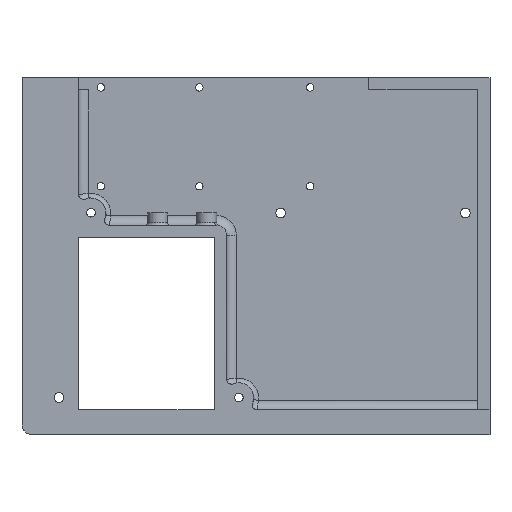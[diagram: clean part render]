
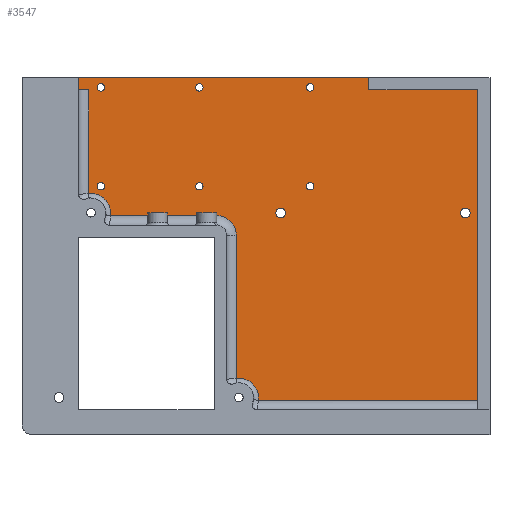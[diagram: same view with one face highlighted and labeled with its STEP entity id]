
A CAD part, top view. The second image highlights one B-rep face of the part: STEP entity #3547.
In plain terms, the highlighted planar face has unit normal (0, 0, 1).
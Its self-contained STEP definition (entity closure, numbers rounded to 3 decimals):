
#33=FACE_BOUND('',#425,.T.);
#34=FACE_BOUND('',#426,.T.);
#35=FACE_BOUND('',#427,.T.);
#36=FACE_BOUND('',#428,.T.);
#37=FACE_BOUND('',#429,.T.);
#38=FACE_BOUND('',#430,.T.);
#39=FACE_BOUND('',#431,.T.);
#40=FACE_BOUND('',#432,.T.);
#79=PLANE('',#3796);
#217=FACE_OUTER_BOUND('',#424,.T.);
#424=EDGE_LOOP('',(#2580,#2581,#2582,#2583,#2584,#2585,#2586,#2587,#2588,
#2589,#2590,#2591,#2592));
#425=EDGE_LOOP('',(#2593));
#426=EDGE_LOOP('',(#2594));
#427=EDGE_LOOP('',(#2595));
#428=EDGE_LOOP('',(#2596));
#429=EDGE_LOOP('',(#2597));
#430=EDGE_LOOP('',(#2598));
#431=EDGE_LOOP('',(#2599));
#432=EDGE_LOOP('',(#2600));
#618=CIRCLE('',#3797,8.);
#619=CIRCLE('',#3798,8.);
#620=CIRCLE('',#3799,8.);
#621=CIRCLE('',#3800,1.5);
#622=CIRCLE('',#3801,2.);
#623=CIRCLE('',#3802,2.);
#624=CIRCLE('',#3803,1.5);
#625=CIRCLE('',#3804,1.5);
#626=CIRCLE('',#3805,1.5);
#627=CIRCLE('',#3806,1.5);
#628=CIRCLE('',#3807,1.5);
#1026=LINE('',#7760,#1222);
#1028=LINE('',#7764,#1224);
#1029=LINE('',#7766,#1225);
#1030=LINE('',#7768,#1226);
#1031=LINE('',#7770,#1227);
#1032=LINE('',#7774,#1228);
#1033=LINE('',#7778,#1229);
#1034=LINE('',#7782,#1230);
#1035=LINE('',#7784,#1231);
#1036=LINE('',#7785,#1232);
#1222=VECTOR('',#4337,10.);
#1224=VECTOR('',#4341,10.);
#1225=VECTOR('',#4342,10.);
#1226=VECTOR('',#4343,10.);
#1227=VECTOR('',#4344,10.);
#1228=VECTOR('',#4347,10.);
#1229=VECTOR('',#4350,10.);
#1230=VECTOR('',#4353,10.);
#1231=VECTOR('',#4354,10.);
#1232=VECTOR('',#4355,10.);
#1541=VERTEX_POINT('',#7757);
#1542=VERTEX_POINT('',#7759);
#1543=VERTEX_POINT('',#7763);
#1544=VERTEX_POINT('',#7765);
#1545=VERTEX_POINT('',#7767);
#1546=VERTEX_POINT('',#7769);
#1547=VERTEX_POINT('',#7771);
#1548=VERTEX_POINT('',#7773);
#1549=VERTEX_POINT('',#7775);
#1550=VERTEX_POINT('',#7777);
#1551=VERTEX_POINT('',#7779);
#1552=VERTEX_POINT('',#7781);
#1553=VERTEX_POINT('',#7783);
#1554=VERTEX_POINT('',#7786);
#1555=VERTEX_POINT('',#7788);
#1556=VERTEX_POINT('',#7790);
#1557=VERTEX_POINT('',#7792);
#1558=VERTEX_POINT('',#7794);
#1559=VERTEX_POINT('',#7796);
#1560=VERTEX_POINT('',#7798);
#1561=VERTEX_POINT('',#7800);
#1963=EDGE_CURVE('',#1541,#1542,#1026,.T.);
#1965=EDGE_CURVE('',#1543,#1541,#1028,.T.);
#1966=EDGE_CURVE('',#1544,#1543,#1029,.T.);
#1967=EDGE_CURVE('',#1545,#1544,#1030,.T.);
#1968=EDGE_CURVE('',#1546,#1545,#1031,.T.);
#1969=EDGE_CURVE('',#1547,#1546,#618,.T.);
#1970=EDGE_CURVE('',#1548,#1547,#1032,.T.);
#1971=EDGE_CURVE('',#1549,#1548,#619,.T.);
#1972=EDGE_CURVE('',#1550,#1549,#1033,.T.);
#1973=EDGE_CURVE('',#1551,#1550,#620,.T.);
#1974=EDGE_CURVE('',#1552,#1551,#1034,.T.);
#1975=EDGE_CURVE('',#1552,#1553,#1035,.T.);
#1976=EDGE_CURVE('',#1553,#1542,#1036,.T.);
#1977=EDGE_CURVE('',#1554,#1554,#621,.T.);
#1978=EDGE_CURVE('',#1555,#1555,#622,.T.);
#1979=EDGE_CURVE('',#1556,#1556,#623,.T.);
#1980=EDGE_CURVE('',#1557,#1557,#624,.T.);
#1981=EDGE_CURVE('',#1558,#1558,#625,.T.);
#1982=EDGE_CURVE('',#1559,#1559,#626,.T.);
#1983=EDGE_CURVE('',#1560,#1560,#627,.T.);
#1984=EDGE_CURVE('',#1561,#1561,#628,.T.);
#2580=ORIENTED_EDGE('',*,*,#1965,.F.);
#2581=ORIENTED_EDGE('',*,*,#1966,.F.);
#2582=ORIENTED_EDGE('',*,*,#1967,.F.);
#2583=ORIENTED_EDGE('',*,*,#1968,.F.);
#2584=ORIENTED_EDGE('',*,*,#1969,.F.);
#2585=ORIENTED_EDGE('',*,*,#1970,.F.);
#2586=ORIENTED_EDGE('',*,*,#1971,.F.);
#2587=ORIENTED_EDGE('',*,*,#1972,.F.);
#2588=ORIENTED_EDGE('',*,*,#1973,.F.);
#2589=ORIENTED_EDGE('',*,*,#1974,.F.);
#2590=ORIENTED_EDGE('',*,*,#1975,.T.);
#2591=ORIENTED_EDGE('',*,*,#1976,.T.);
#2592=ORIENTED_EDGE('',*,*,#1963,.F.);
#2593=ORIENTED_EDGE('',*,*,#1977,.T.);
#2594=ORIENTED_EDGE('',*,*,#1978,.T.);
#2595=ORIENTED_EDGE('',*,*,#1979,.T.);
#2596=ORIENTED_EDGE('',*,*,#1980,.T.);
#2597=ORIENTED_EDGE('',*,*,#1981,.T.);
#2598=ORIENTED_EDGE('',*,*,#1982,.T.);
#2599=ORIENTED_EDGE('',*,*,#1983,.T.);
#2600=ORIENTED_EDGE('',*,*,#1984,.T.);
#3547=ADVANCED_FACE('',(#217,#33,#34,#35,#36,#37,#38,#39,#40),#79,.F.);
#3796=AXIS2_PLACEMENT_3D('',#7762,#4339,#4340);
#3797=AXIS2_PLACEMENT_3D('',#7772,#4345,#4346);
#3798=AXIS2_PLACEMENT_3D('',#7776,#4348,#4349);
#3799=AXIS2_PLACEMENT_3D('',#7780,#4351,#4352);
#3800=AXIS2_PLACEMENT_3D('',#7787,#4356,#4357);
#3801=AXIS2_PLACEMENT_3D('',#7789,#4358,#4359);
#3802=AXIS2_PLACEMENT_3D('',#7791,#4360,#4361);
#3803=AXIS2_PLACEMENT_3D('',#7793,#4362,#4363);
#3804=AXIS2_PLACEMENT_3D('',#7795,#4364,#4365);
#3805=AXIS2_PLACEMENT_3D('',#7797,#4366,#4367);
#3806=AXIS2_PLACEMENT_3D('',#7799,#4368,#4369);
#3807=AXIS2_PLACEMENT_3D('',#7801,#4370,#4371);
#4337=DIRECTION('',(0.,-1.,0.));
#4339=DIRECTION('center_axis',(0.,0.,-1.));
#4340=DIRECTION('ref_axis',(1.,0.,0.));
#4341=DIRECTION('',(1.,0.,0.));
#4342=DIRECTION('',(0.,1.,0.));
#4343=DIRECTION('',(-1.,0.,0.));
#4344=DIRECTION('',(0.,1.,0.));
#4345=DIRECTION('center_axis',(0.,0.,1.));
#4346=DIRECTION('ref_axis',(0.707,0.707,0.));
#4347=DIRECTION('',(-1.,0.,0.));
#4348=DIRECTION('center_axis',(0.,0.,1.));
#4349=DIRECTION('ref_axis',(0.707,0.707,0.));
#4350=DIRECTION('',(0.,1.,0.));
#4351=DIRECTION('center_axis',(0.,0.,1.));
#4352=DIRECTION('ref_axis',(0.707,0.707,0.));
#4353=DIRECTION('',(-1.,0.,0.));
#4354=DIRECTION('',(0.,1.,0.));
#4355=DIRECTION('',(-1.,0.,0.));
#4356=DIRECTION('center_axis',(0.,0.,-1.));
#4357=DIRECTION('ref_axis',(1.,0.,0.));
#4358=DIRECTION('center_axis',(0.,0.,-1.));
#4359=DIRECTION('ref_axis',(-1.,0.,0.));
#4360=DIRECTION('center_axis',(0.,0.,-1.));
#4361=DIRECTION('ref_axis',(-1.,0.,0.));
#4362=DIRECTION('center_axis',(0.,0.,-1.));
#4363=DIRECTION('ref_axis',(1.,0.,0.));
#4364=DIRECTION('center_axis',(0.,0.,-1.));
#4365=DIRECTION('ref_axis',(1.,0.,0.));
#4366=DIRECTION('center_axis',(0.,0.,-1.));
#4367=DIRECTION('ref_axis',(1.,0.,0.));
#4368=DIRECTION('center_axis',(0.,0.,-1.));
#4369=DIRECTION('ref_axis',(1.,0.,0.));
#4370=DIRECTION('center_axis',(0.,0.,-1.));
#4371=DIRECTION('ref_axis',(1.,0.,0.));
#7757=CARTESIAN_POINT('',(-39.176,0.,-5.));
#7759=CARTESIAN_POINT('',(-39.176,-5.,-5.));
#7760=CARTESIAN_POINT('',(-39.176,-5.,-5.));
#7762=CARTESIAN_POINT('Origin',(-22.5,-5.,-5.));
#7763=CARTESIAN_POINT('',(-157.,0.,-5.));
#7764=CARTESIAN_POINT('',(-18.71,0.,-5.));
#7765=CARTESIAN_POINT('',(-157.,-5.,-5.));
#7766=CARTESIAN_POINT('',(-157.,0.05,-5.));
#7767=CARTESIAN_POINT('',(-153.,-5.,-5.));
#7768=CARTESIAN_POINT('',(-157.,-5.,-5.));
#7769=CARTESIAN_POINT('',(-153.,-47.063,-5.));
#7770=CARTESIAN_POINT('',(-153.,-70.,-5.));
#7771=CARTESIAN_POINT('',(-144.063,-56.,-5.));
#7772=CARTESIAN_POINT('Origin',(-152.,-55.,-5.));
#7773=CARTESIAN_POINT('',(-101.,-56.,-5.));
#7774=CARTESIAN_POINT('',(-59.75,-56.,-5.));
#7775=CARTESIAN_POINT('',(-93.,-64.,-5.));
#7776=CARTESIAN_POINT('Origin',(-101.,-64.,-5.));
#7777=CARTESIAN_POINT('',(-93.,-122.063,-5.));
#7778=CARTESIAN_POINT('',(-93.,-72.5,-5.));
#7779=CARTESIAN_POINT('',(-84.063,-131.,-5.));
#7780=CARTESIAN_POINT('Origin',(-92.,-130.,-5.));
#7781=CARTESIAN_POINT('',(5.,-131.,-5.));
#7782=CARTESIAN_POINT('',(56.25,-131.,-5.));
#7783=CARTESIAN_POINT('',(5.,-5.,-5.));
#7784=CARTESIAN_POINT('',(5.,-5.,-5.));
#7785=CARTESIAN_POINT('',(-92.674,-5.,-5.));
#7786=CARTESIAN_POINT('',(-64.5,-4.,-5.));
#7787=CARTESIAN_POINT('Origin',(-63.,-4.,-5.));
#7788=CARTESIAN_POINT('',(2.,-55.,-5.));
#7789=CARTESIAN_POINT('Origin',(0.,-55.,-5.));
#7790=CARTESIAN_POINT('',(-73.,-55.,-5.));
#7791=CARTESIAN_POINT('Origin',(-75.,-55.,-5.));
#7792=CARTESIAN_POINT('',(-64.5,-44.133,-5.));
#7793=CARTESIAN_POINT('Origin',(-63.,-44.133,-5.));
#7794=CARTESIAN_POINT('',(-149.5,-44.133,-5.));
#7795=CARTESIAN_POINT('Origin',(-148.,-44.133,-5.));
#7796=CARTESIAN_POINT('',(-109.5,-44.133,-5.));
#7797=CARTESIAN_POINT('Origin',(-108.,-44.133,-5.));
#7798=CARTESIAN_POINT('',(-109.5,-4.,-5.));
#7799=CARTESIAN_POINT('Origin',(-108.,-4.,-5.));
#7800=CARTESIAN_POINT('',(-149.5,-4.,-5.));
#7801=CARTESIAN_POINT('Origin',(-148.,-4.,-5.));
